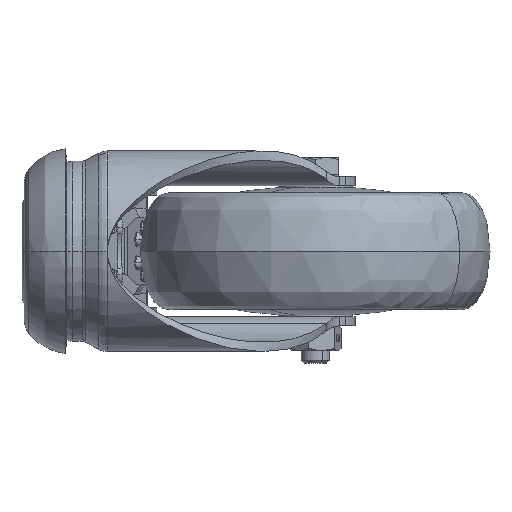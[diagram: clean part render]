
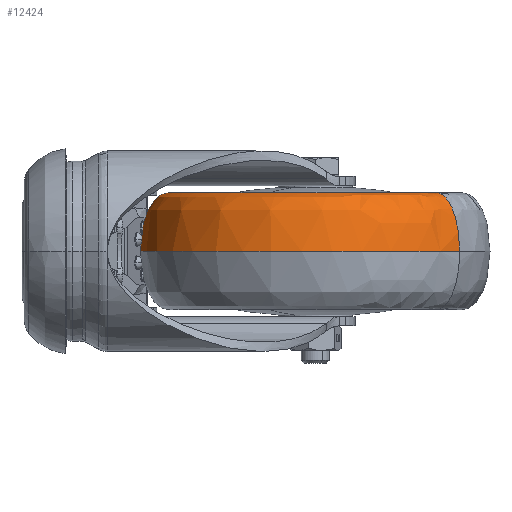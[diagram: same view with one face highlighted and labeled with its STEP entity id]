
A CAD part, left-side view. The second image highlights one B-rep face of the part: STEP entity #12424.
In plain terms, the highlighted free-form (B-spline) face has degree [2, 3] with [3, 4] control points.
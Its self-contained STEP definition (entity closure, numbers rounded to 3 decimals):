
#223 = CARTESIAN_POINT ( 'NONE',  ( 3.236, -91.665, 0. ) ) ;
#491 = CARTESIAN_POINT ( 'NONE',  ( 45.764, -29.889, 0. ) ) ;
#497 = EDGE_CURVE ( 'NONE', #18268, #25807, #15414, .T. ) ;
#633 = ORIENTED_EDGE ( 'NONE', *, *, #24197, .T. ) ;
#936 = CARTESIAN_POINT ( 'NONE',  ( 42.362, -34.831, 12.5 ) ) ;
#2029 = EDGE_CURVE ( 'NONE', #15188, #18268, #10761, .T. ) ;
#2895 = DIRECTION ( 'NONE',  ( 0., 0., -1. ) ) ;
#4022 = CIRCLE ( 'NONE', #18170, 31.5 ) ;
#9473 = CARTESIAN_POINT ( 'NONE',  ( -58.541, -49.136, 12.5 ) ) ;
#10761 = CIRCLE ( 'NONE', #18742, 37.5 ) ;
#10987 = FACE_OUTER_BOUND ( 'NONE', #27321, .T. ) ;
#11126 = CARTESIAN_POINT ( 'NONE',  ( 3.236, -91.665, 0. ) ) ;
#12014 = CARTESIAN_POINT ( 'NONE',  ( 45.764, -29.889, 12.5 ) ) ;
#12424 = ADVANCED_FACE ( 'NONE', ( #10987 ), #12604, .T. ) ;
#12604 =( BOUNDED_SURFACE ( )  B_SPLINE_SURFACE ( 2, 3, ( 
 ( #223, #27304, #23206, #13905 ),
 ( #14210, #9473, #16118, #12014 ),
 ( #15967, #18621, #27575, #27442 ) ),
 .UNSPECIFIED., .F., .F., .F. ) 
 B_SPLINE_SURFACE_WITH_KNOTS ( ( 3, 3 ),
 ( 4, 4 ),
 ( 1.571, 3.142 ),
 ( 0., 1. ),
 .UNSPECIFIED. ) 
 GEOMETRIC_REPRESENTATION_ITEM ( )  RATIONAL_B_SPLINE_SURFACE ( (
 ( 1., 0.333, 0.333, 1.),
 ( 0.707, 0.236, 0.236, 0.707),
 ( 1., 0.333, 0.333, 1.) ) ) 
 REPRESENTATION_ITEM ( '' )  SURFACE ( )  );
#13905 = CARTESIAN_POINT ( 'NONE',  ( 45.764, -29.889, 0. ) ) ;
#14210 = CARTESIAN_POINT ( 'NONE',  ( 3.236, -91.665, 12.5 ) ) ;
#15188 = VERTEX_POINT ( 'NONE', #11126 ) ;
#15414 =( BOUNDED_CURVE ( )  B_SPLINE_CURVE ( 2, ( #28526, #15563, #21793 ),
 .UNSPECIFIED., .F., .T. ) 
 B_SPLINE_CURVE_WITH_KNOTS ( ( 3, 3 ),
 ( 1.571, 3.142 ),
 .UNSPECIFIED. ) 
 CURVE ( )  GEOMETRIC_REPRESENTATION_ITEM ( )  RATIONAL_B_SPLINE_CURVE ( ( 1., 0.707, 1. ) ) 
 REPRESENTATION_ITEM ( '' )  );
#15563 = CARTESIAN_POINT ( 'NONE',  ( 45.764, -29.889, 12.5 ) ) ;
#15832 = ORIENTED_EDGE ( 'NONE', *, *, #497, .F. ) ;
#15967 = CARTESIAN_POINT ( 'NONE',  ( 6.638, -86.723, 12.5 ) ) ;
#16118 = CARTESIAN_POINT ( 'NONE',  ( -16.012, 12.64, 12.5 ) ) ;
#16429 = DIRECTION ( 'NONE',  ( -0.824, 0.567, 0. ) ) ;
#16438 =( BOUNDED_CURVE ( )  B_SPLINE_CURVE ( 2, ( #21282, #19062, #28321 ),
 .UNSPECIFIED., .F., .T. ) 
 B_SPLINE_CURVE_WITH_KNOTS ( ( 3, 3 ),
 ( 1.571, 3.142 ),
 .UNSPECIFIED. ) 
 CURVE ( )  GEOMETRIC_REPRESENTATION_ITEM ( )  RATIONAL_B_SPLINE_CURVE ( ( 1., 0.707, 1. ) ) 
 REPRESENTATION_ITEM ( '' )  );
#17166 = DIRECTION ( 'NONE',  ( -0.824, 0.567, 0. ) ) ;
#18170 = AXIS2_PLACEMENT_3D ( 'NONE', #26303, #19396, #17166 ) ;
#18268 = VERTEX_POINT ( 'NONE', #491 ) ;
#18579 = ORIENTED_EDGE ( 'NONE', *, *, #21528, .T. ) ;
#18621 = CARTESIAN_POINT ( 'NONE',  ( -45.254, -50.999, 12.5 ) ) ;
#18654 = CARTESIAN_POINT ( 'NONE',  ( 24.5, -60.777, 0. ) ) ;
#18742 = AXIS2_PLACEMENT_3D ( 'NONE', #18654, #2895, #16429 ) ;
#19062 = CARTESIAN_POINT ( 'NONE',  ( 3.236, -91.665, 12.5 ) ) ;
#19396 = DIRECTION ( 'NONE',  ( 0., 0., -1. ) ) ;
#21282 = CARTESIAN_POINT ( 'NONE',  ( 3.236, -91.665, 0. ) ) ;
#21528 = EDGE_CURVE ( 'NONE', #15188, #27999, #16438, .T. ) ;
#21793 = CARTESIAN_POINT ( 'NONE',  ( 42.362, -34.831, 12.5 ) ) ;
#23206 = CARTESIAN_POINT ( 'NONE',  ( -16.012, 12.64, 0. ) ) ;
#24179 = CARTESIAN_POINT ( 'NONE',  ( 6.638, -86.723, 12.5 ) ) ;
#24197 = EDGE_CURVE ( 'NONE', #27999, #25807, #4022, .T. ) ;
#25807 = VERTEX_POINT ( 'NONE', #936 ) ;
#26303 = CARTESIAN_POINT ( 'NONE',  ( 24.5, -60.777, 12.5 ) ) ;
#27304 = CARTESIAN_POINT ( 'NONE',  ( -58.541, -49.136, 0. ) ) ;
#27321 = EDGE_LOOP ( 'NONE', ( #28562, #18579, #633, #15832 ) ) ;
#27442 = CARTESIAN_POINT ( 'NONE',  ( 42.362, -34.831, 12.5 ) ) ;
#27575 = CARTESIAN_POINT ( 'NONE',  ( -9.53, 0.893, 12.5 ) ) ;
#27999 = VERTEX_POINT ( 'NONE', #24179 ) ;
#28321 = CARTESIAN_POINT ( 'NONE',  ( 6.638, -86.723, 12.5 ) ) ;
#28526 = CARTESIAN_POINT ( 'NONE',  ( 45.764, -29.889, 0. ) ) ;
#28562 = ORIENTED_EDGE ( 'NONE', *, *, #2029, .F. ) ;
